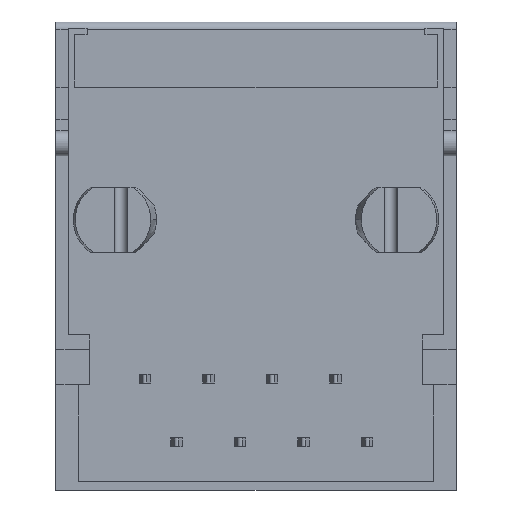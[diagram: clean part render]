
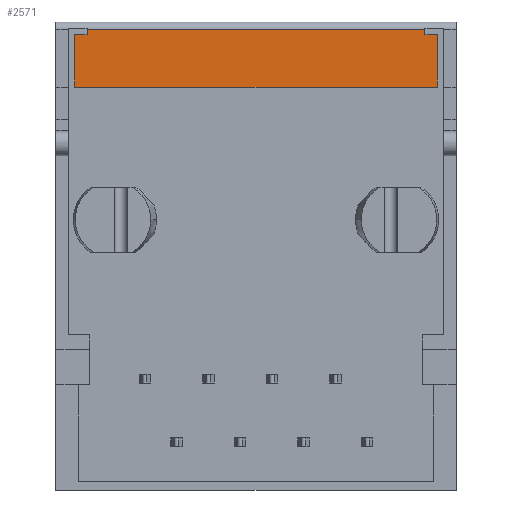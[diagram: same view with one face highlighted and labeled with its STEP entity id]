
A CAD part, front view. The second image highlights one B-rep face of the part: STEP entity #2571.
In plain terms, the highlighted planar face has unit normal (0, -1, 0).
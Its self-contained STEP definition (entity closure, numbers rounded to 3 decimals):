
#280 = EDGE_CURVE ( 'E803', #8683, #4707, #6780, .T. ) ;
#291 = DIRECTION ( 'NONE',  ( -1., 0., 0. ) ) ;
#330 = VERTEX_POINT ( 'NONE', #10119 ) ;
#339 = DIRECTION ( 'NONE',  ( 1., 0., 0. ) ) ;
#440 = CARTESIAN_POINT ( 'NONE',  ( 9., 0., -0.3 ) ) ;
#631 = ORIENTED_EDGE ( 'NONE', *, *, #9747, .F. ) ;
#926 = VERTEX_POINT ( 'NONE', #7603 ) ;
#996 = FACE_OUTER_BOUND ( 'NONE', #9331, .T. ) ;
#1001 = CARTESIAN_POINT ( 'NONE',  ( 9., 0., -2.6 ) ) ;
#1274 = CARTESIAN_POINT ( 'NONE',  ( -7.25, 0., -2.6 ) ) ;
#1449 = VECTOR ( 'NONE', #4443, 1000. ) ;
#1487 = CARTESIAN_POINT ( 'NONE',  ( -7.25, 0., -0.3 ) ) ;
#1696 = DIRECTION ( 'NONE',  ( 0., 0., 1. ) ) ;
#1731 = LINE ( 'NONE', #4976, #5476 ) ;
#1926 = EDGE_CURVE ( 'E821', #8615, #926, #5042, .T. ) ;
#1999 = CARTESIAN_POINT ( 'NONE',  ( 9., 0., -0.5 ) ) ;
#2422 = CARTESIAN_POINT ( 'NONE',  ( 7.25, 0., -0.5 ) ) ;
#2571 = ADVANCED_FACE ( 'E784', ( #996 ), #5783, .F. ) ;
#2784 = VECTOR ( 'NONE', #3283, 1000. ) ;
#3283 = DIRECTION ( 'NONE',  ( 0., 0., -1. ) ) ;
#3901 = CARTESIAN_POINT ( 'NONE',  ( 6.75, 0., -0.3 ) ) ;
#3912 = DIRECTION ( 'NONE',  ( -1., 0., 0. ) ) ;
#3927 = CARTESIAN_POINT ( 'NONE',  ( -7.25, 0., -0.5 ) ) ;
#4324 = ORIENTED_EDGE ( 'NONE', *, *, #8456, .F. ) ;
#4437 = LINE ( 'NONE', #8463, #1449 ) ;
#4443 = DIRECTION ( 'NONE',  ( 1., 0., 0. ) ) ;
#4707 = VERTEX_POINT ( 'NONE', #8533 ) ;
#4772 = LINE ( 'NONE', #1001, #9645 ) ;
#4921 = VECTOR ( 'NONE', #7287, 1000. ) ;
#4976 = CARTESIAN_POINT ( 'NONE',  ( -6.75, 0., -0.3 ) ) ;
#5042 = LINE ( 'NONE', #5665, #7473 ) ;
#5066 = ORIENTED_EDGE ( 'NONE', *, *, #7781, .F. ) ;
#5137 = LINE ( 'NONE', #440, #10274 ) ;
#5298 = EDGE_CURVE ( 'E641', #8615, #7339, #5137, .T. ) ;
#5476 = VECTOR ( 'NONE', #6613, 1000. ) ;
#5532 = VECTOR ( 'NONE', #339, 1000. ) ;
#5665 = CARTESIAN_POINT ( 'NONE',  ( 6.75, 0., -0.3 ) ) ;
#5707 = CARTESIAN_POINT ( 'NONE',  ( 7.25, 0., -0.3 ) ) ;
#5783 = PLANE ( 'NONE',  #8933 ) ;
#6548 = ORIENTED_EDGE ( 'NONE', *, *, #6741, .F. ) ;
#6613 = DIRECTION ( 'NONE',  ( 0., 0., 1. ) ) ;
#6741 = EDGE_CURVE ( 'E794', #4707, #7361, #4772, .T. ) ;
#6772 = ORIENTED_EDGE ( 'NONE', *, *, #9342, .F. ) ;
#6780 = LINE ( 'NONE', #5707, #2784 ) ;
#7287 = DIRECTION ( 'NONE',  ( 0., 0., 1. ) ) ;
#7339 = VERTEX_POINT ( 'NONE', #10318 ) ;
#7361 = VERTEX_POINT ( 'NONE', #1274 ) ;
#7395 = VERTEX_POINT ( 'NONE', #3927 ) ;
#7473 = VECTOR ( 'NONE', #8859, 1000. ) ;
#7603 = CARTESIAN_POINT ( 'NONE',  ( 6.75, 0., -0.5 ) ) ;
#7781 = EDGE_CURVE ( 'E839', #330, #7339, #1731, .T. ) ;
#8359 = LINE ( 'NONE', #1999, #5532 ) ;
#8456 = EDGE_CURVE ( 'E812', #926, #8683, #4437, .T. ) ;
#8463 = CARTESIAN_POINT ( 'NONE',  ( 9., 0., -0.5 ) ) ;
#8533 = CARTESIAN_POINT ( 'NONE',  ( 7.25, 0., -2.6 ) ) ;
#8576 = ORIENTED_EDGE ( 'NONE', *, *, #1926, .F. ) ;
#8615 = VERTEX_POINT ( 'NONE', #3901 ) ;
#8683 = VERTEX_POINT ( 'NONE', #2422 ) ;
#8859 = DIRECTION ( 'NONE',  ( 0., 0., -1. ) ) ;
#8898 = LINE ( 'NONE', #1487, #4921 ) ;
#8933 = AXIS2_PLACEMENT_3D ( 'NONE', #9872, #9082, #1696 ) ;
#9082 = DIRECTION ( 'NONE',  ( 0., 1., 0. ) ) ;
#9331 = EDGE_LOOP ( 'NONE', ( #6772, #6548, #10628, #4324, #8576, #10095, #5066, #631 ) ) ;
#9342 = EDGE_CURVE ( 'E785', #7361, #7395, #8898, .T. ) ;
#9645 = VECTOR ( 'NONE', #291, 1000. ) ;
#9747 = EDGE_CURVE ( 'E848', #7395, #330, #8359, .T. ) ;
#9872 = CARTESIAN_POINT ( 'NONE',  ( 9., 0., -0.3 ) ) ;
#10095 = ORIENTED_EDGE ( 'NONE', *, *, #5298, .T. ) ;
#10119 = CARTESIAN_POINT ( 'NONE',  ( -6.75, 0., -0.5 ) ) ;
#10274 = VECTOR ( 'NONE', #3912, 1000. ) ;
#10318 = CARTESIAN_POINT ( 'NONE',  ( -6.75, 0., -0.3 ) ) ;
#10628 = ORIENTED_EDGE ( 'NONE', *, *, #280, .F. ) ;
